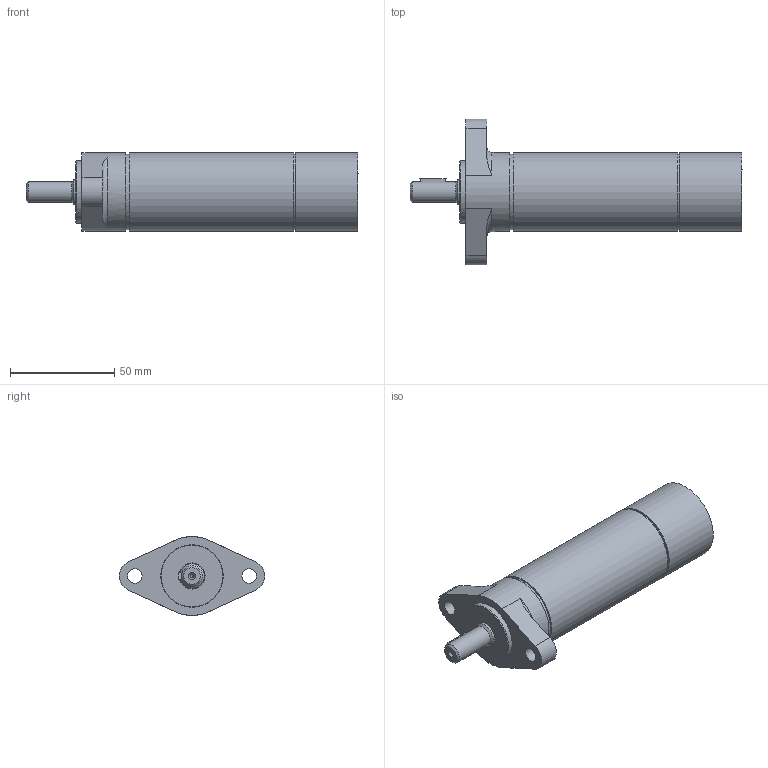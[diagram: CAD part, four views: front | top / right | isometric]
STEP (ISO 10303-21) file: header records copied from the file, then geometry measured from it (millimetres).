
FILE_DESCRIPTION((''),'2;1');
FILE_NAME('MRD 40-11000_29906205.stp','2011-07-19T14:38:58',('rmorof'),(''),'Autodesk Inventor 2008','Autodesk Inventor 2008','');
FILE_SCHEMA(('CONFIG_CONTROL_DESIGN'));
Length unit declared in the file: millimetre
Products named in the file (1): MRD 40-11000_29906205
Bounding box: 159.6 x 70 x 38 mm (x, y, z)
Volume: 157421.9 mm3; surface area: 23170.1 mm2
Topology: 1 solids, 2 shells, 76 faces, 174 edges, 113 vertices
Faces by surface type: plane 36, cylinder 25, bspline 8, cone 7
Full cylindrical faces by diameter (mm): 7 x2, 10 x1, 11.85 x1, 12.5 x1, 30 x1, 36.481 x2, 38 x3
Entity records: 2308 total; most frequent: CARTESIAN_POINT 581, DIRECTION 342, ORIENTED_EDGE 280, AXIS2_PLACEMENT_3D 143, EDGE_CURVE 140, EDGE_LOOP 116, VERTEX_POINT 104, FACE_OUTER_BOUND 76
